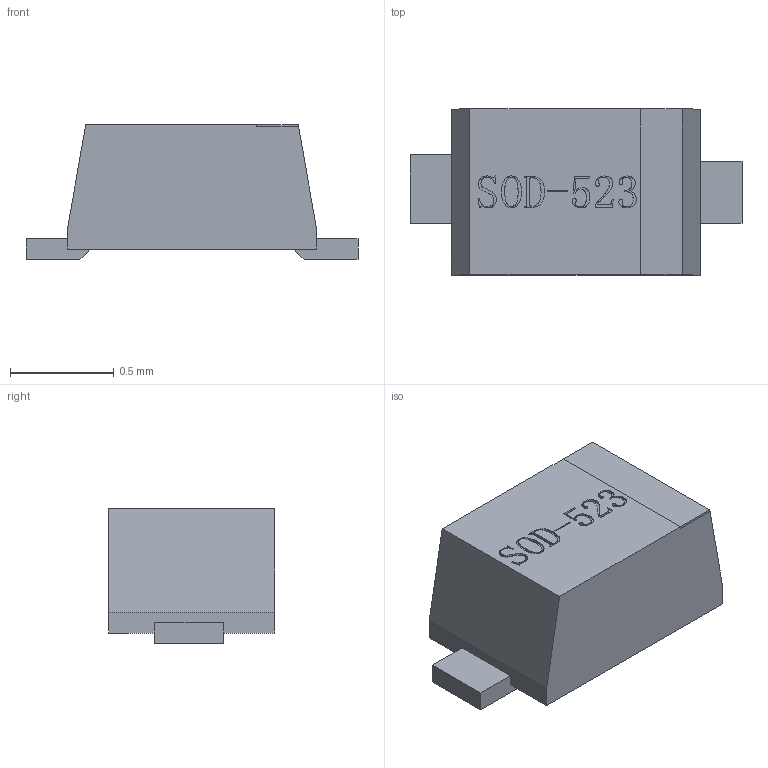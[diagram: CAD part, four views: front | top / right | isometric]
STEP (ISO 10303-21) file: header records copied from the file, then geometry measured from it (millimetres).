
FILE_DESCRIPTION (( 'STEP AP214' ), '1' );
FILE_NAME ('SOD-523.STEP', '2008-07-13T01:38:59', ( 'Chinese User' ), ( 'Chinese ORG' ), 'SwSTEP 2.0', 'SolidWorks 2005204', '' );
FILE_SCHEMA (( 'AUTOMOTIVE_DESIGN' ));
Length unit declared in the file: millimetre
Products named in the file (1): SOD-523
Bounding box: 1.6 x 0.8 x 0.65 mm (x, y, z)
Volume: 0.6 mm3; surface area: 5.1 mm2
Topology: 4 solids, 4 shells, 139 faces, 366 edges, 244 vertices
Faces by surface type: bspline 71, plane 68
Entity records: 10340 total; most frequent: CARTESIAN_POINT 7227, ORIENTED_EDGE 732, EDGE_CURVE 366, DIRECTION 362, VERTEX_POINT 244, LINE 224, VECTOR 224, EDGE_LOOP 148
